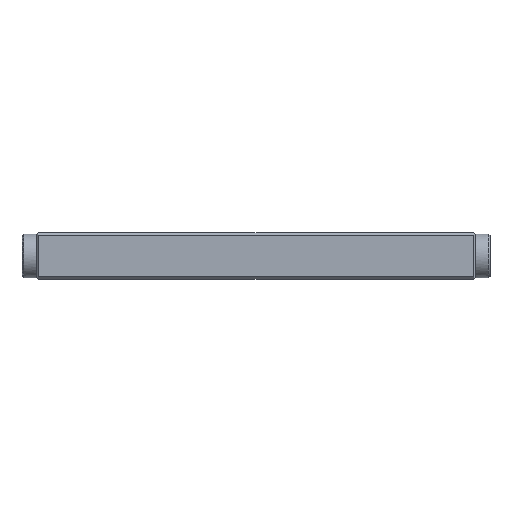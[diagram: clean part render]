
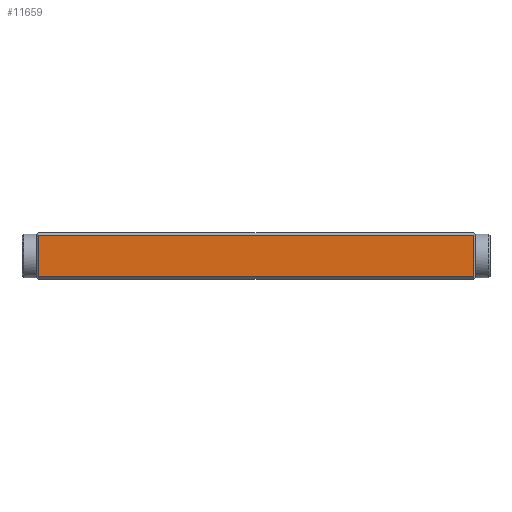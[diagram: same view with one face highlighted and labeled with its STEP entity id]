
A CAD part, front view. The second image highlights one B-rep face of the part: STEP entity #11659.
In plain terms, the highlighted planar face has unit normal (0, -1, 0).
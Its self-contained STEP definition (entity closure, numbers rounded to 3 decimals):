
#11659=ADVANCED_FACE('',(#14758),#13327,.T.);
#13327=PLANE('',#44233);
#14758=FACE_OUTER_BOUND('',#16704,.T.);
#16704=EDGE_LOOP('',(#21311,#21312,#21313,#21314));
#21311=ORIENTED_EDGE('',*,*,#32911,.T.);
#21312=ORIENTED_EDGE('',*,*,#32912,.T.);
#21313=ORIENTED_EDGE('',*,*,#32913,.T.);
#21314=ORIENTED_EDGE('',*,*,#32914,.T.);
#29159=VERTEX_POINT('',#56972);
#29160=VERTEX_POINT('',#56973);
#29161=VERTEX_POINT('',#56975);
#29162=VERTEX_POINT('',#56977);
#32911=EDGE_CURVE('',#29159,#29160,#37136,.T.);
#32912=EDGE_CURVE('',#29160,#29161,#37137,.T.);
#32913=EDGE_CURVE('',#29161,#29162,#37138,.T.);
#32914=EDGE_CURVE('',#29162,#29159,#37139,.T.);
#37136=LINE('',#56971,#40620);
#37137=LINE('',#56974,#40621);
#37138=LINE('',#56976,#40622);
#37139=LINE('',#56978,#40623);
#40620=VECTOR('',#48583,1.);
#40621=VECTOR('',#48584,1.);
#40622=VECTOR('',#48585,1.);
#40623=VECTOR('',#48586,1.);
#44233=AXIS2_PLACEMENT_3D('',#56979,#48587,#48588);
#48583=DIRECTION('',(-1.,0.,0.));
#48584=DIRECTION('',(0.,0.,-1.));
#48585=DIRECTION('',(1.,0.,0.));
#48586=DIRECTION('',(0.,0.,1.));
#48587=DIRECTION('',(0.,-1.,0.));
#48588=DIRECTION('',(0.,0.,1.));
#56971=CARTESIAN_POINT('',(37.5,0.,7.575));
#56972=CARTESIAN_POINT('',(74.6,0.,7.575));
#56973=CARTESIAN_POINT('',(0.4,0.,7.575));
#56974=CARTESIAN_POINT('',(0.4,0.,0.));
#56975=CARTESIAN_POINT('',(0.4,0.,0.425));
#56976=CARTESIAN_POINT('',(37.5,0.,0.425));
#56977=CARTESIAN_POINT('',(74.6,0.,0.425));
#56978=CARTESIAN_POINT('',(74.6,0.,0.));
#56979=CARTESIAN_POINT('',(37.5,0.,0.));
